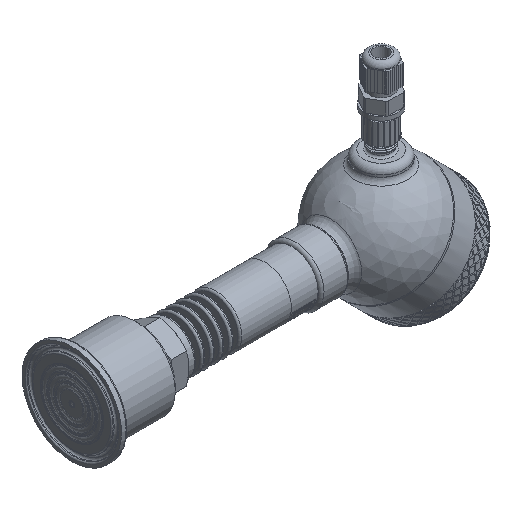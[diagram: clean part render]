
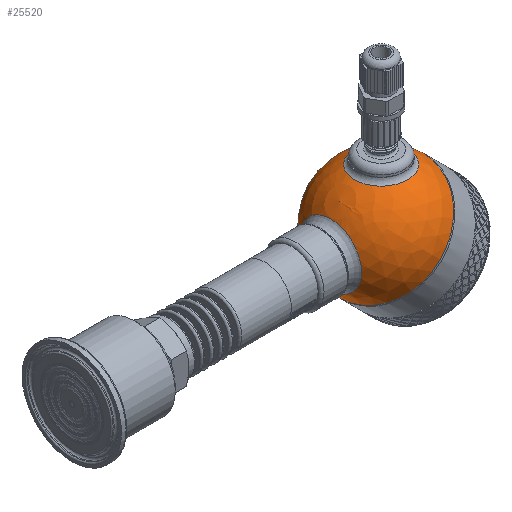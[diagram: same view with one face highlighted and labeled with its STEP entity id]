
A CAD part, isometric view. The second image highlights one B-rep face of the part: STEP entity #25520.
In plain terms, the highlighted spherical face has radius 30 mm.
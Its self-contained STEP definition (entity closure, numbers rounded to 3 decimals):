
#60=SPHERICAL_SURFACE('',#27177,30.);
#1058=FACE_BOUND('',#3784,.T.);
#1059=FACE_BOUND('',#3785,.T.);
#2107=FACE_OUTER_BOUND('',#3783,.T.);
#3783=EDGE_LOOP('',(#19048,#19049,#19050,#19051));
#3784=EDGE_LOOP('',(#19052));
#3785=EDGE_LOOP('',(#19053));
#5398=CIRCLE('',#27174,15.643);
#5401=CIRCLE('',#27178,30.);
#5402=CIRCLE('',#27179,30.);
#5403=CIRCLE('',#27180,30.);
#5404=CIRCLE('',#27181,13.5);
#10775=VERTEX_POINT('',#48823);
#10777=VERTEX_POINT('',#48829);
#10778=VERTEX_POINT('',#48830);
#10779=VERTEX_POINT('',#48832);
#10780=VERTEX_POINT('',#48835);
#13846=EDGE_CURVE('',#10775,#10775,#5398,.T.);
#13849=EDGE_CURVE('',#10777,#10778,#5401,.T.);
#13850=EDGE_CURVE('',#10777,#10779,#5402,.T.);
#13851=EDGE_CURVE('',#10778,#10777,#5403,.T.);
#13852=EDGE_CURVE('',#10780,#10780,#5404,.T.);
#19048=ORIENTED_EDGE('',*,*,#13849,.F.);
#19049=ORIENTED_EDGE('',*,*,#13850,.T.);
#19050=ORIENTED_EDGE('',*,*,#13850,.F.);
#19051=ORIENTED_EDGE('',*,*,#13851,.F.);
#19052=ORIENTED_EDGE('',*,*,#13846,.F.);
#19053=ORIENTED_EDGE('',*,*,#13852,.F.);
#25520=ADVANCED_FACE('',(#2107,#1058,#1059),#60,.T.);
#27174=AXIS2_PLACEMENT_3D('',#48824,#29259,#29260);
#27177=AXIS2_PLACEMENT_3D('',#48828,#29265,#29266);
#27178=AXIS2_PLACEMENT_3D('',#48831,#29267,#29268);
#27179=AXIS2_PLACEMENT_3D('',#48833,#29269,#29270);
#27180=AXIS2_PLACEMENT_3D('',#48834,#29271,#29272);
#27181=AXIS2_PLACEMENT_3D('',#48836,#29273,#29274);
#29259=DIRECTION('center_axis',(-0.707,0.,0.707));
#29260=DIRECTION('ref_axis',(0.707,0.,0.707));
#29265=DIRECTION('center_axis',(1.,0.,0.));
#29266=DIRECTION('ref_axis',(0.,-1.,0.));
#29267=DIRECTION('center_axis',(1.,0.,0.));
#29268=DIRECTION('ref_axis',(0.,1.,0.));
#29269=DIRECTION('center_axis',(0.,0.,1.));
#29270=DIRECTION('ref_axis',(0.,1.,0.));
#29271=DIRECTION('center_axis',(1.,0.,0.));
#29272=DIRECTION('ref_axis',(0.,1.,0.));
#29273=DIRECTION('center_axis',(-0.707,0.,-0.707));
#29274=DIRECTION('ref_axis',(-0.707,0.,0.707));
#48823=CARTESIAN_POINT('',(-29.162,0.,7.04));
#48824=CARTESIAN_POINT('Origin',(-18.101,0.,18.101));
#48828=CARTESIAN_POINT('Origin',(0.,0.,0.));
#48829=CARTESIAN_POINT('',(0.,30.,0.));
#48830=CARTESIAN_POINT('',(0.,-30.,0.));
#48831=CARTESIAN_POINT('Origin',(0.,0.,0.));
#48832=CARTESIAN_POINT('',(-30.,0.,0.));
#48833=CARTESIAN_POINT('Origin',(0.,0.,0.));
#48834=CARTESIAN_POINT('Origin',(0.,0.,0.));
#48835=CARTESIAN_POINT('',(-9.398,0.,-28.49));
#48836=CARTESIAN_POINT('Origin',(-18.944,0.,-18.944));
